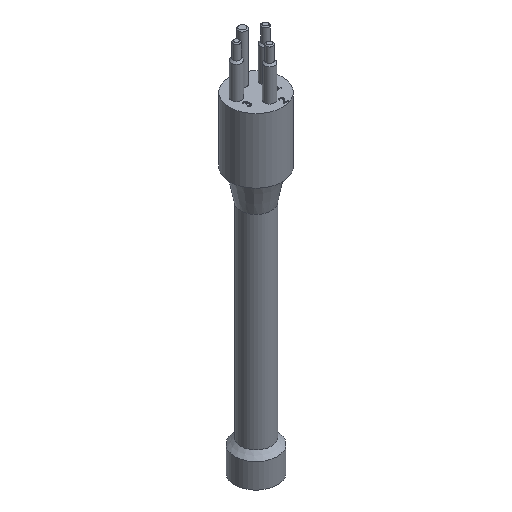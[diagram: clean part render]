
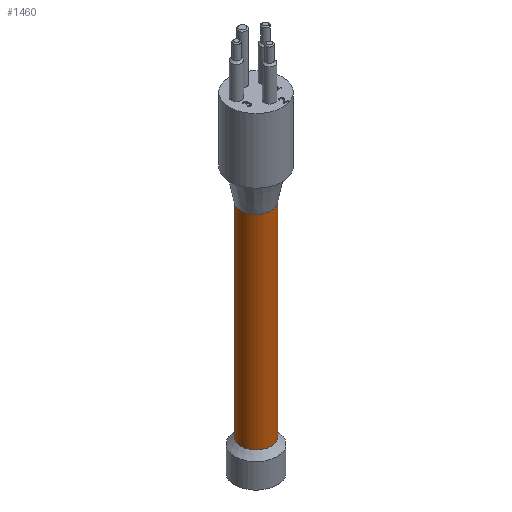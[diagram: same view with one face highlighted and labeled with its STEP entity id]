
A CAD part, isometric view. The second image highlights one B-rep face of the part: STEP entity #1460.
In plain terms, the highlighted cylindrical face has radius 4.5 mm (diameter 9 mm), a full revolution.
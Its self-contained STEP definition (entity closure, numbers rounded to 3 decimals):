
#17=CYLINDRICAL_SURFACE($,#1531,4.5);
#32=FACE_BOUND($,#285,.T.);
#64=CIRCLE($,#1527,4.5);
#66=CIRCLE($,#1532,4.5);
#192=FACE_OUTER_BOUND($,#284,.T.);
#284=EDGE_LOOP($,(#1205));
#285=EDGE_LOOP($,(#1206));
#703=VERTEX_POINT($,#2589);
#705=VERTEX_POINT($,#2596);
#893=EDGE_CURVE($,#703,#703,#64,.T.);
#895=EDGE_CURVE($,#705,#705,#66,.T.);
#1205=ORIENTED_EDGE($,*,*,#893,.T.);
#1206=ORIENTED_EDGE($,*,*,#895,.F.);
#1460=ADVANCED_FACE($,(#192,#32),#17,.T.);
#1527=AXIS2_PLACEMENT_3D($,#2590,#1763,#1764);
#1531=AXIS2_PLACEMENT_3D($,#2595,#1771,#1772);
#1532=AXIS2_PLACEMENT_3D($,#2597,#1773,#1774);
#1763=DIRECTION('center_axis',(0.,0.,1.));
#1764=DIRECTION('ref_axis',(1.,0.,0.));
#1771=DIRECTION('center_axis',(0.,0.,-1.));
#1772=DIRECTION('ref_axis',(1.,0.,0.));
#1773=DIRECTION('center_axis',(0.,0.,1.));
#1774=DIRECTION('ref_axis',(1.,0.,0.));
#2589=CARTESIAN_POINT('',(-4.5,0.,-69.));
#2590=CARTESIAN_POINT('Origin',(0.,0.,-69.));
#2595=CARTESIAN_POINT('Origin',(0.,0.,-9.));
#2596=CARTESIAN_POINT('',(4.5,0.,-9.));
#2597=CARTESIAN_POINT('Origin',(0.,0.,-9.));
